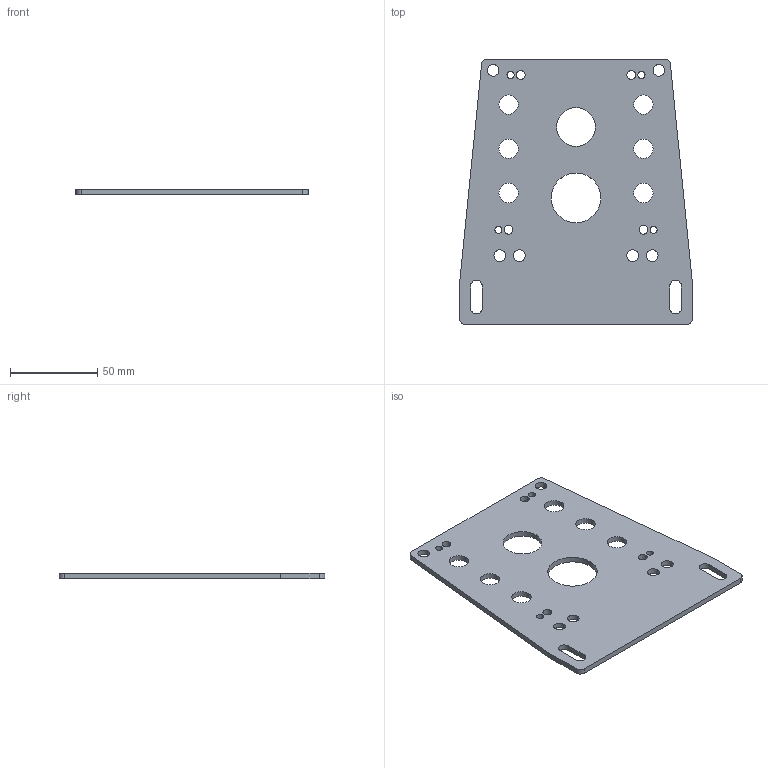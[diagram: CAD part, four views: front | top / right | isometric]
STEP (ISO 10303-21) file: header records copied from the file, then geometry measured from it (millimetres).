
FILE_DESCRIPTION (( 'STEP AP214' ), '1' );
FILE_NAME ('am-2230 TM Flat Shaft Plate.STEP', '2017-01-13T23:12:00', ( '' ), ( '' ), 'SwSTEP 2.0', 'SolidWorks 2014', '' );
FILE_SCHEMA (( 'AUTOMOTIVE_DESIGN' ));
Length unit declared in the file: inch
Products named in the file (1): am-2230 TM Flat Shaft Plate
Bounding box: 133.35 x 152.4 x 3.17 mm (x, y, z)
Volume: 52406.3 mm3; surface area: 36967 mm2
Topology: 1 solids, 1 shells, 64 faces, 186 edges, 124 vertices
Faces by surface type: cylinder 52, plane 12
Entity records: 2310 total; most frequent: DIRECTION 420, CARTESIAN_POINT 375, ORIENTED_EDGE 372, EDGE_CURVE 186, AXIS2_PLACEMENT_3D 169, VERTEX_POINT 124, EDGE_LOOP 112, CIRCLE 104
